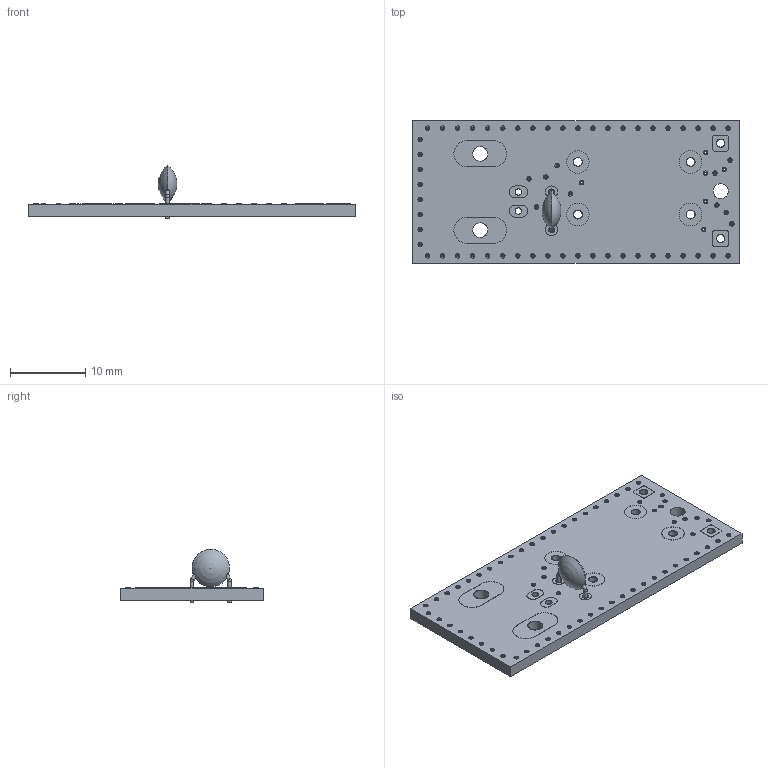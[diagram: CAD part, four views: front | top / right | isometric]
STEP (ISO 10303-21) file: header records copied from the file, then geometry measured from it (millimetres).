
FILE_DESCRIPTION(('KiCad electronic assembly'),'2;1');
FILE_NAME('EFHW unun.step','2025-01-20T12:55:35',('Pcbnew'),('Kicad'), 'Open CASCADE STEP processor 7.8','KiCad to STEP converter','Unknown' );
FILE_SCHEMA(('AUTOMOTIVE_DESIGN { 1 0 10303 214 1 1 1 1 }'));
Length unit declared in the file: millimetre
Products named in the file (251): EFHW unun 1; C_Disc_D5.0mm_W2.5mm_P5.00mm; C_Disc_D50mm_W25mm_P500mm; _autosave-EFHW unun_track_1; _autosave-EFHW unun_track_2; _autosave-EFHW unun_track_3; _autosave-EFHW unun_track_4; _autosave-EFHW unun_track_5; _autosave-EFHW unun_track_6; _autosave-EFHW unun_track_7; _autosave-EFHW unun_track_8; _autosave-EFHW unun_track_9; _autosave-EFHW unun_track_10; _autosave-EFHW unun_pad_1; _autosave-EFHW unun_pad_2; _autosave-EFHW unun_pad_3; _autosave-EFHW unun_pad_4; _autosave-EFHW unun_pad_5; _autosave-EFHW unun_pad_6; _autosave-EFHW unun_pad_7; _autosave-EFHW unun_pad_8; _autosave-EFHW unun_pad_9; _autosave-EFHW unun_pad_10; _autosave-EFHW unun_pad_11; _autosave-EFHW unun_pad_12; _autosave-EFHW unun_pad_13; _autosave-EFHW unun_pad_14; _autosave-EFHW unun_pad_15; _autosave-EFHW unun_pad_16; _autosave-EFHW unun_pad_17; _autosave-EFHW unun_pad_18; _autosave-EFHW unun_pad_19; _autosave-EFHW unun_pad_20; _autosave-EFHW unun_pad_21; _autosave-EFHW unun_pad_22; _autosave-EFHW unun_pad_23; _autosave-EFHW unun_pad_24; _autosave-EFHW unun_pad_25; _autosave-EFHW unun_pad_26; _autosave-EFHW unun_pad_27 ...
Assembly tree (250 placements, depth 3):
  EFHW unun 1
    C_Disc_D5.0mm_W2.5mm_P5.00mm
      C_Disc_D50mm_W25mm_P500mm
    _autosave-EFHW unun_track_1
    _autosave-EFHW unun_track_2
    _autosave-EFHW unun_track_3
    _autosave-EFHW unun_track_4
    _autosave-EFHW unun_track_5
    _autosave-EFHW unun_track_6
    _autosave-EFHW unun_track_7
    _autosave-EFHW unun_track_8
    _autosave-EFHW unun_track_9
    _autosave-EFHW unun_track_10
    _autosave-EFHW unun_pad_1
    _autosave-EFHW unun_pad_2
    _autosave-EFHW unun_pad_3
    _autosave-EFHW unun_pad_4
    _autosave-EFHW unun_pad_5
    _autosave-EFHW unun_pad_6
    _autosave-EFHW unun_pad_7
    _autosave-EFHW unun_pad_8
    _autosave-EFHW unun_pad_9
    _autosave-EFHW unun_pad_10
    _autosave-EFHW unun_pad_11
    _autosave-EFHW unun_pad_12
    _autosave-EFHW unun_pad_13
    _autosave-EFHW unun_pad_14
    _autosave-EFHW unun_pad_15
    _autosave-EFHW unun_pad_16
    _autosave-EFHW unun_pad_17
    _autosave-EFHW unun_pad_18
    _autosave-EFHW unun_pad_19
    _autosave-EFHW unun_pad_20
    _autosave-EFHW unun_pad_21
    _autosave-EFHW unun_pad_22
    _autosave-EFHW unun_pad_23
    _autosave-EFHW unun_pad_24
    _autosave-EFHW unun_pad_25
    _autosave-EFHW unun_pad_26
    _autosave-EFHW unun_pad_27
    _autosave-EFHW unun_pad_28
    _autosave-EFHW unun_pad_29
    _autosave-EFHW unun_pad_30
    _autosave-EFHW unun_pad_31
    _autosave-EFHW unun_pad_32
    _autosave-EFHW unun_pad_33
    _autosave-EFHW unun_pad_34
    _autosave-EFHW unun_pad_35
    _autosave-EFHW unun_pad_36
    _autosave-EFHW unun_pad_37
    _autosave-EFHW unun_pad_38
    _autosave-EFHW unun_pad_39
    _autosave-EFHW unun_pad_40
    _autosave-EFHW unun_pad_41
    _autosave-EFHW unun_pad_42
    _autosave-EFHW unun_pad_43
    _autosave-EFHW unun_pad_44
    _autosave-EFHW unun_pad_45
    _autosave-EFHW unun_pad_46
    _autosave-EFHW unun_pad_47
Bounding box: 43.5 x 19 x 7.1 mm (x, y, z)
Volume: 1326.1 mm3; surface area: 2885.3 mm2
Topology: 249 solids, 249 shells, 1637 faces, 3418 edges, 2277 vertices
Faces by surface type: plane 1060, cylinder 573, revolution 2, sphere 2
Full cylindrical faces by diameter (mm): 0.25 x201, 0.3 x134, 0.5 x4, 0.6 x134, 0.75 x8, 0.8 x4, 0.84 x7, 0.89 x4, 1.05 x8, 1.1 x4, 1.15 x15, 1.2 x8, 1.6 x4, 1.96 x6, 2 x1, 2.01 x4, 3 x8
Entity records: 51282 total; most frequent: DIRECTION 8339, CARTESIAN_POINT 7783, ORIENTED_EDGE 6832, EDGE_CURVE 3416, AXIS2_PLACEMENT_3D 3039, FACE_BOUND 2287, EDGE_LOOP 2287, VERTEX_POINT 2277
